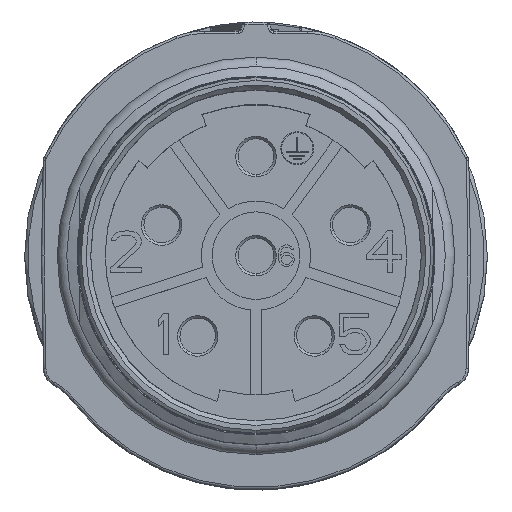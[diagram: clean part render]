
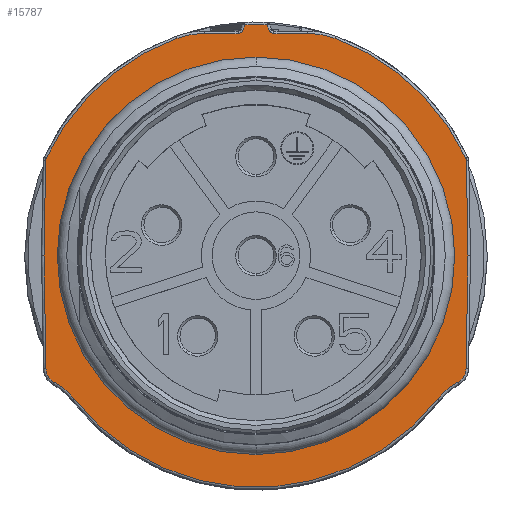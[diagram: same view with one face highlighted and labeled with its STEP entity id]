
A CAD part, top view. The second image highlights one B-rep face of the part: STEP entity #15787.
In plain terms, the highlighted planar face has unit normal (0, 0, 1).
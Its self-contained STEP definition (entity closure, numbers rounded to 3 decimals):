
#5030=CARTESIAN_POINT('',(3.124,8.6,-0.05));
#5031=DIRECTION('',(0.,0.,1.));
#5032=DIRECTION('',(0.341,0.94,0.));
#5033=AXIS2_PLACEMENT_3D('',#5030,#5031,#5032);
#5035=CARTESIAN_POINT('',(0.,0.,-0.05));
#5036=DIRECTION('',(0.,0.,1.));
#5037=DIRECTION('',(0.907,0.422,0.));
#5038=AXIS2_PLACEMENT_3D('',#5035,#5036,#5037);
#5040=CARTESIAN_POINT('',(12.374,5.762,-0.05));
#5041=DIRECTION('',(0.,0.,1.));
#5042=DIRECTION('',(1.,0.017,0.));
#5043=AXIS2_PLACEMENT_3D('',#5040,#5041,#5042);
#5045=DIRECTION('',(-0.017,1.,0.));
#5046=VECTOR('',#5045,5.769);
#5047=CARTESIAN_POINT('',(12.825,0.,-0.05));
#5048=LINE('',#5047,#5046);
#5049=DIRECTION('',(0.017,1.,0.));
#5050=VECTOR('',#5049,6.818);
#5051=CARTESIAN_POINT('',(12.706,-6.817,-0.05));
#5052=LINE('',#5051,#5050);
#5053=CARTESIAN_POINT('',(11.756,-6.8,-0.05));
#5054=DIRECTION('',(0.,0.,1.));
#5055=DIRECTION('',(0.487,-0.873,0.));
#5056=AXIS2_PLACEMENT_3D('',#5053,#5054,#5055);
#5058=CARTESIAN_POINT('',(14.239,-11.255,-0.05));
#5059=DIRECTION('',(0.,0.,-1.));
#5060=DIRECTION('',(-0.785,0.62,0.));
#5061=AXIS2_PLACEMENT_3D('',#5058,#5059,#5060);
#5063=CARTESIAN_POINT('',(0.,0.,-0.05));
#5064=DIRECTION('',(0.,0.,1.));
#5065=DIRECTION('',(-0.785,-0.62,0.));
#5066=AXIS2_PLACEMENT_3D('',#5063,#5064,#5065);
#5068=CARTESIAN_POINT('',(-14.239,-11.255,-0.05));
#5069=DIRECTION('',(0.,0.,-1.));
#5070=DIRECTION('',(0.487,0.873,0.));
#5071=AXIS2_PLACEMENT_3D('',#5068,#5069,#5070);
#5073=CARTESIAN_POINT('',(-11.756,-6.8,-0.05));
#5074=DIRECTION('',(0.,0.,1.));
#5075=DIRECTION('',(-1.,-0.017,0.));
#5076=AXIS2_PLACEMENT_3D('',#5073,#5074,#5075);
#5078=DIRECTION('',(0.017,-1.,0.));
#5079=VECTOR('',#5078,6.818);
#5080=CARTESIAN_POINT('',(-12.825,0.,-0.05));
#5081=LINE('',#5080,#5079);
#5082=DIRECTION('',(-0.017,-1.,0.));
#5083=VECTOR('',#5082,5.769);
#5084=CARTESIAN_POINT('',(-12.724,5.768,-0.05));
#5085=LINE('',#5084,#5083);
#5086=CARTESIAN_POINT('',(-12.374,5.762,-0.05));
#5087=DIRECTION('',(0.,0.,1.));
#5088=DIRECTION('',(-0.907,0.422,0.));
#5089=AXIS2_PLACEMENT_3D('',#5086,#5087,#5088);
#5091=CARTESIAN_POINT('',(0.,0.,-0.05));
#5092=DIRECTION('',(0.,0.,1.));
#5093=DIRECTION('',(-0.341,0.94,0.));
#5094=AXIS2_PLACEMENT_3D('',#5091,#5092,#5093);
#5096=CARTESIAN_POINT('',(-3.124,8.6,-0.05));
#5097=DIRECTION('',(0.,0.,1.));
#5098=DIRECTION('',(0.,1.,0.));
#5099=AXIS2_PLACEMENT_3D('',#5096,#5097,#5098);
#5101=DIRECTION('',(-1.,0.,0.));
#5102=VECTOR('',#5101,2.039);
#5103=CARTESIAN_POINT('',(-1.085,13.45,-0.05));
#5104=LINE('',#5103,#5102);
#5105=CARTESIAN_POINT('',(-0.798,13.649,
-0.05));
#5106=CARTESIAN_POINT('',(-0.806,13.626,
-0.05));
#5107=CARTESIAN_POINT('',(-0.828,13.583,
-0.05));
#5108=CARTESIAN_POINT('',(-0.878,13.526,
-0.05));
#5109=CARTESIAN_POINT('',(-0.939,13.483,
-0.05));
#5110=CARTESIAN_POINT('',(-1.01,13.456,
-0.05));
#5111=CARTESIAN_POINT('',(-1.06,13.45,
-0.05));
#5112=CARTESIAN_POINT('',(-1.085,13.45,-0.05));
#5114=CARTESIAN_POINT('',(-0.676,13.984,-0.05));
#5115=CARTESIAN_POINT('',(-0.717,13.872,-0.05));
#5116=CARTESIAN_POINT('',(-0.757,13.76,
-0.05));
#5117=CARTESIAN_POINT('',(-0.798,13.649,
-0.05));
#5119=CARTESIAN_POINT('',(0.,0.,-0.05));
#5120=DIRECTION('',(0.,0.,1.));
#5121=DIRECTION('',(0.048,0.999,0.));
#5122=AXIS2_PLACEMENT_3D('',#5119,#5120,#5121);
#5124=CARTESIAN_POINT('',(0.798,13.649,
-0.05));
#5125=CARTESIAN_POINT('',(0.757,13.76,
-0.05));
#5126=CARTESIAN_POINT('',(0.717,13.872,-0.05));
#5127=CARTESIAN_POINT('',(0.676,13.984,-0.05));
#5129=CARTESIAN_POINT('',(1.085,13.45,-0.05));
#5130=CARTESIAN_POINT('',(1.06,13.45,
-0.05));
#5131=CARTESIAN_POINT('',(1.01,13.456,
-0.05));
#5132=CARTESIAN_POINT('',(0.939,13.483,
-0.05));
#5133=CARTESIAN_POINT('',(0.877,13.526,
-0.05));
#5134=CARTESIAN_POINT('',(0.828,13.583,
-0.05));
#5135=CARTESIAN_POINT('',(0.806,13.626,
-0.05));
#5136=CARTESIAN_POINT('',(0.798,13.649,
-0.05));
#5138=DIRECTION('',(-1.,0.,0.));
#5139=VECTOR('',#5138,2.039);
#5140=CARTESIAN_POINT('',(3.124,13.45,-0.05));
#5141=LINE('',#5140,#5139);
#5142=CARTESIAN_POINT('',(0.,0.,-0.05));
#5143=DIRECTION('',(0.,0.,-1.));
#5144=DIRECTION('',(0.,-1.,0.));
#5145=AXIS2_PLACEMENT_3D('',#5142,#5143,#5144);
#5147=CARTESIAN_POINT('',(0.,0.,-0.05));
#5148=DIRECTION('',(0.,0.,-1.));
#5149=DIRECTION('',(0.,1.,0.));
#5150=AXIS2_PLACEMENT_3D('',#5147,#5148,#5149);
#7740=CARTESIAN_POINT('',(4.781,13.158,-0.05));
#7741=CARTESIAN_POINT('',(3.124,13.45,-0.05));
#7742=VERTEX_POINT('',#7740);
#7743=VERTEX_POINT('',#7741);
#7748=CARTESIAN_POINT('',(-1.085,13.45,-0.05));
#7749=CARTESIAN_POINT('',(-3.124,13.45,-0.05));
#7750=VERTEX_POINT('',#7748);
#7751=VERTEX_POINT('',#7749);
#7756=VERTEX_POINT('',#5129);
#7757=VERTEX_POINT('',#5136);
#7760=VERTEX_POINT('',#5127);
#7765=CARTESIAN_POINT('',(-4.781,13.158,-0.05));
#7766=CARTESIAN_POINT('',(-12.692,5.91,-0.05));
#7767=VERTEX_POINT('',#7765);
#7768=VERTEX_POINT('',#7766);
#7777=VERTEX_POINT('',#5114);
#7778=VERTEX_POINT('',#5117);
#7781=CARTESIAN_POINT('',(-12.825,0.,-0.05));
#7782=CARTESIAN_POINT('',(-12.706,-6.817,-0.05));
#7783=VERTEX_POINT('',#7781);
#7784=VERTEX_POINT('',#7782);
#7789=CARTESIAN_POINT('',(-12.219,-7.63,-0.05));
#7790=VERTEX_POINT('',#7789);
#7793=CARTESIAN_POINT('',(-10.983,-8.681,-0.05));
#7794=VERTEX_POINT('',#7793);
#7797=CARTESIAN_POINT('',(10.983,-8.681,-0.05));
#7798=VERTEX_POINT('',#7797);
#7801=CARTESIAN_POINT('',(12.219,-7.63,-0.05));
#7802=VERTEX_POINT('',#7801);
#7805=CARTESIAN_POINT('',(12.706,-6.817,-0.05));
#7806=VERTEX_POINT('',#7805);
#7809=CARTESIAN_POINT('',(12.825,0.,-0.05));
#7810=VERTEX_POINT('',#7809);
#7813=CARTESIAN_POINT('',(12.692,5.91,-0.05));
#7814=VERTEX_POINT('',#7813);
#7857=CARTESIAN_POINT('',(0.,-11.6,-0.05));
#7858=CARTESIAN_POINT('',(0.,11.6,-0.05));
#7859=VERTEX_POINT('',#7857);
#7860=VERTEX_POINT('',#7858);
#7867=CARTESIAN_POINT('',(-12.724,5.768,-0.05));
#7868=VERTEX_POINT('',#7867);
#7869=CARTESIAN_POINT('',(12.724,5.768,-0.05));
#7870=VERTEX_POINT('',#7869);
#15732=CARTESIAN_POINT('',(0.,0.,-0.05));
#15733=DIRECTION('',(0.,0.,1.));
#15734=DIRECTION('',(1.,0.,0.));
#15735=AXIS2_PLACEMENT_3D('',#15732,#15733,#15734);
#15736=PLANE('',#15735);
#15738=ORIENTED_EDGE('',*,*,#15737,.F.);
#15740=ORIENTED_EDGE('',*,*,#15739,.F.);
#15742=ORIENTED_EDGE('',*,*,#15741,.F.);
#15744=ORIENTED_EDGE('',*,*,#15743,.F.);
#15746=ORIENTED_EDGE('',*,*,#15745,.F.);
#15748=ORIENTED_EDGE('',*,*,#15747,.F.);
#15750=ORIENTED_EDGE('',*,*,#15749,.F.);
#15752=ORIENTED_EDGE('',*,*,#15751,.F.);
#15754=ORIENTED_EDGE('',*,*,#15753,.F.);
#15756=ORIENTED_EDGE('',*,*,#15755,.F.);
#15758=ORIENTED_EDGE('',*,*,#15757,.F.);
#15760=ORIENTED_EDGE('',*,*,#15759,.F.);
#15762=ORIENTED_EDGE('',*,*,#15761,.F.);
#15764=ORIENTED_EDGE('',*,*,#15763,.F.);
#15766=ORIENTED_EDGE('',*,*,#15765,.F.);
#15768=ORIENTED_EDGE('',*,*,#15767,.F.);
#15770=ORIENTED_EDGE('',*,*,#15769,.F.);
#15772=ORIENTED_EDGE('',*,*,#15771,.F.);
#15774=ORIENTED_EDGE('',*,*,#15773,.F.);
#15776=ORIENTED_EDGE('',*,*,#15775,.F.);
#15778=ORIENTED_EDGE('',*,*,#15777,.F.);
#15780=ORIENTED_EDGE('',*,*,#15779,.F.);
#15781=EDGE_LOOP('',(#15738,#15740,#15742,#15744,#15746,#15748,#15750,#15752,
#15754,#15756,#15758,#15760,#15762,#15764,#15766,#15768,#15770,#15772,#15774,
#15776,#15778,#15780));
#15782=FACE_OUTER_BOUND('',#15781,.F.);
#15783=ORIENTED_EDGE('',*,*,#8989,.F.);
#15784=ORIENTED_EDGE('',*,*,#9004,.F.);
#15785=EDGE_LOOP('',(#15783,#15784));
#15786=FACE_BOUND('',#15785,.F.);
#5034=CIRCLE('',#5033,4.85);
#5039=CIRCLE('',#5038,14.);
#5044=CIRCLE('',#5043,0.35);
#5057=CIRCLE('',#5056,0.95);
#5062=CIRCLE('',#5061,4.15);
#5067=CIRCLE('',#5066,14.);
#5072=CIRCLE('',#5071,4.15);
#5077=CIRCLE('',#5076,0.95);
#5090=CIRCLE('',#5089,0.35);
#5095=CIRCLE('',#5094,14.);
#5100=CIRCLE('',#5099,4.85);
#5113=B_SPLINE_CURVE_WITH_KNOTS('',3,(#5105,#5106,#5107,#5108,#5109,#5110,#5111,
#5112),.UNSPECIFIED.,.F.,.F.,(4,1,1,1,1,4),(0.,0.2,0.4,0.6,0.8,1.),
.UNSPECIFIED.);
#5118=B_SPLINE_CURVE_WITH_KNOTS('',3,(#5114,#5115,#5116,#5117),.UNSPECIFIED.,
.F.,.F.,(4,4),(0.,1.),.UNSPECIFIED.);
#5123=CIRCLE('',#5122,14.);
#5128=B_SPLINE_CURVE_WITH_KNOTS('',3,(#5124,#5125,#5126,#5127),.UNSPECIFIED.,
.F.,.F.,(4,4),(0.,1.),.UNSPECIFIED.);
#5137=B_SPLINE_CURVE_WITH_KNOTS('',3,(#5129,#5130,#5131,#5132,#5133,#5134,#5135,
#5136),.UNSPECIFIED.,.F.,.F.,(4,1,1,1,1,4),(0.,0.2,0.4,0.6,0.8,1.),
.UNSPECIFIED.);
#5146=CIRCLE('',#5145,11.6);
#5151=CIRCLE('',#5150,11.6);
#8989=EDGE_CURVE('',#7859,#7860,#5146,.T.);
#9004=EDGE_CURVE('',#7860,#7859,#5151,.T.);
#15737=EDGE_CURVE('',#7742,#7743,#5034,.T.);
#15739=EDGE_CURVE('',#7814,#7742,#5039,.T.);
#15741=EDGE_CURVE('',#7870,#7814,#5044,.T.);
#15743=EDGE_CURVE('',#7810,#7870,#5048,.T.);
#15745=EDGE_CURVE('',#7806,#7810,#5052,.T.);
#15747=EDGE_CURVE('',#7802,#7806,#5057,.T.);
#15749=EDGE_CURVE('',#7798,#7802,#5062,.T.);
#15751=EDGE_CURVE('',#7794,#7798,#5067,.T.);
#15753=EDGE_CURVE('',#7790,#7794,#5072,.T.);
#15755=EDGE_CURVE('',#7784,#7790,#5077,.T.);
#15757=EDGE_CURVE('',#7783,#7784,#5081,.T.);
#15759=EDGE_CURVE('',#7868,#7783,#5085,.T.);
#15761=EDGE_CURVE('',#7768,#7868,#5090,.T.);
#15763=EDGE_CURVE('',#7767,#7768,#5095,.T.);
#15765=EDGE_CURVE('',#7751,#7767,#5100,.T.);
#15767=EDGE_CURVE('',#7750,#7751,#5104,.T.);
#15769=EDGE_CURVE('',#7778,#7750,#5113,.T.);
#15771=EDGE_CURVE('',#7777,#7778,#5118,.T.);
#15773=EDGE_CURVE('',#7760,#7777,#5123,.T.);
#15775=EDGE_CURVE('',#7757,#7760,#5128,.T.);
#15777=EDGE_CURVE('',#7756,#7757,#5137,.T.);
#15779=EDGE_CURVE('',#7743,#7756,#5141,.T.);
#15787=ADVANCED_FACE('',(#15782,#15786),#15736,.T.);
